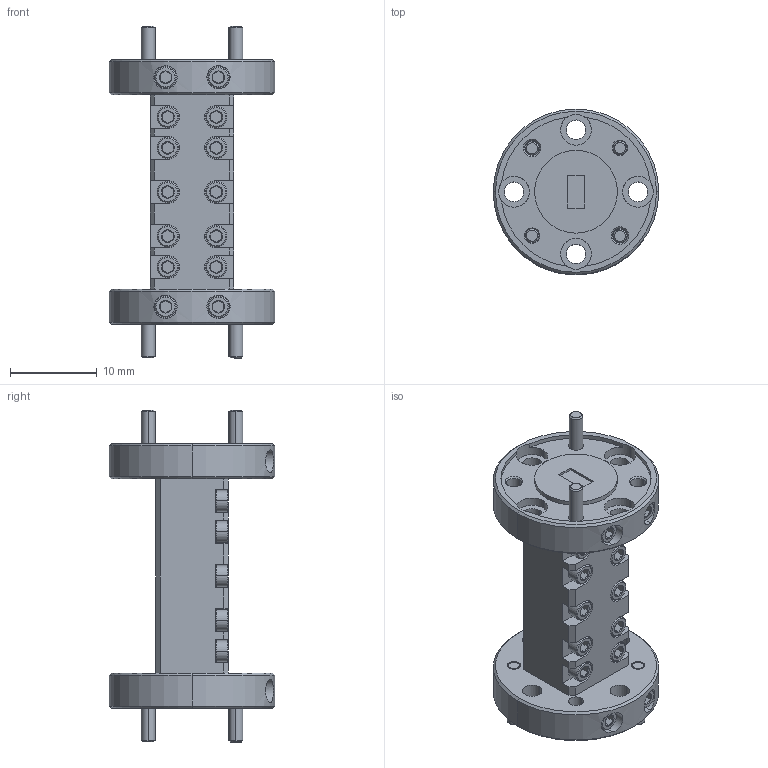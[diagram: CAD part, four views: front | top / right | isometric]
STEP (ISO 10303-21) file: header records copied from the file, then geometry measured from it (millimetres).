
FILE_DESCRIPTION (( 'STEP AP203' ), '1' );
FILE_NAME ('SWF-56312330-15-B1 Rev. 1.0.STEP', '2025-09-16T18:32:04', ( '' ), ( '' ), 'SwSTEP 2.0', 'SolidWorks 2021', '' );
FILE_SCHEMA (( 'CONFIG_CONTROL_DESIGN' ));
Length unit declared in the file: millimetre
Products named in the file (1): SWF-56312330-15-B1 Rev. 1.0
Bounding box: 19.05 x 19.05 x 38.23 mm (x, y, z)
Volume: 3687.6 mm3; surface area: 3136 mm2
Topology: 5 solids, 5 shells, 510 faces, 1116 edges, 656 vertices
Faces by surface type: plane 198, cone 194, cylinder 118
Entity records: 14385 total; most frequent: CARTESIAN_POINT 3001, DIRECTION 2470, ORIENTED_EDGE 2232, EDGE_CURVE 1116, AXIS2_PLACEMENT_3D 949, VERTEX_POINT 656, EDGE_LOOP 582, LINE 572
